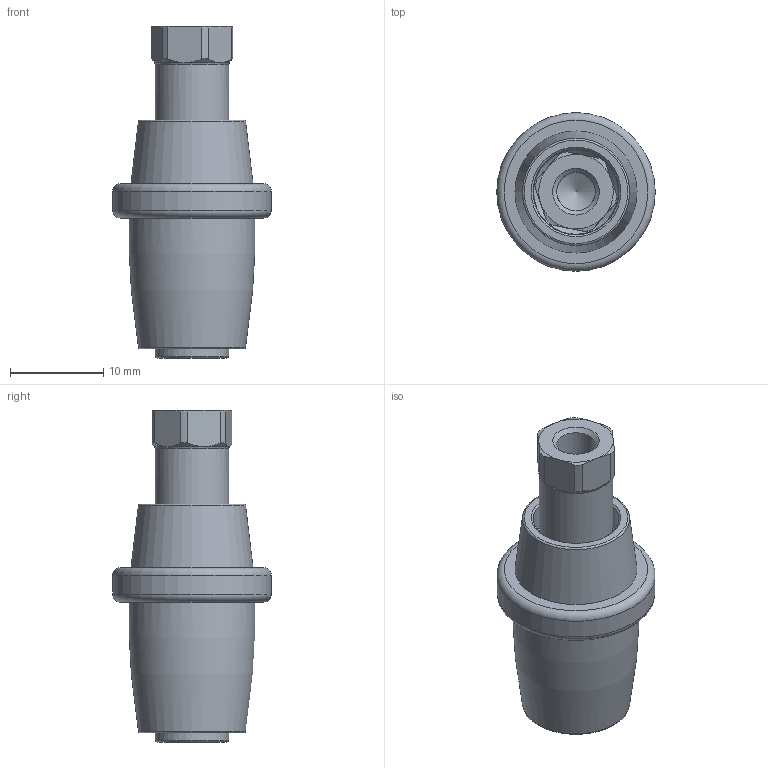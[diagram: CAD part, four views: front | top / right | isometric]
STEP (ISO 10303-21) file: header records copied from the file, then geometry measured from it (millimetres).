
FILE_DESCRIPTION(/* description */ ('STEP AP214'),/* implementation_level */ '2;1');
FILE_NAME(/* name */ '1609969_VBOH-32-M5',/* time_stamp */ '2024-09-16T10:32:14+02:00',/* author */ ('License CC BY-ND 4.0'),/* organization */ ('CADENAS'),/* preprocessor_version */ 'ST-DEVELOPER v19.3',/* originating_system */ 'PARTsolutions',/* authorisation */ ' ');
FILE_SCHEMA (('AUTOMOTIVE_DESIGN {1 0 10303 214 3 1 1}'));
Length unit declared in the file: millimetre
Products named in the file (1): 1609969 VBOH-32-M5 ---(closed)
Bounding box: 17 x 17 x 35.6 mm (x, y, z)
Volume: 3313.4 mm3; surface area: 2881.3 mm2
Topology: 1 solids, 2 shells, 97 faces, 239 edges, 148 vertices
Faces by surface type: cylinder 31, cone 27, plane 26, torus 13
Full cylindrical faces by diameter (mm): 1.8 x8, 4.134 x2, 7.87 x3, 9.2 x2, 9.5 x1, 17 x1
Entity records: 3343 total; most frequent: CARTESIAN_POINT 695, DIRECTION 398, ORIENTED_EDGE 344, AXIS2_PLACEMENT_3D 182, EDGE_CURVE 172, FACE_BOUND 157, EDGE_LOOP 155, VERTEX_POINT 129
